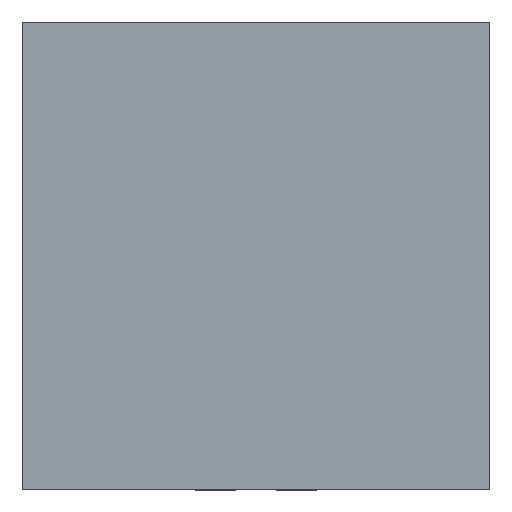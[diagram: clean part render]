
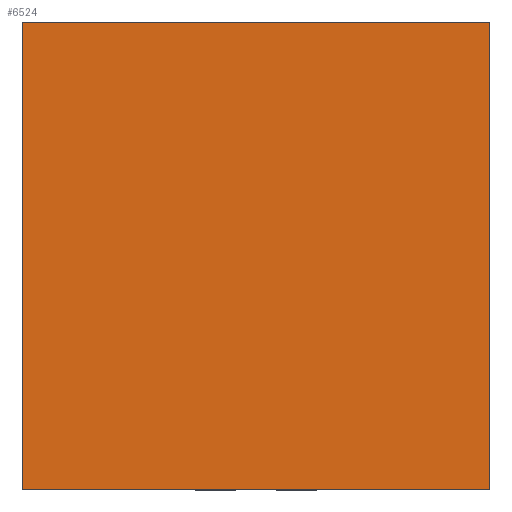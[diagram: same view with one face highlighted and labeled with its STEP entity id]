
A CAD part, top view. The second image highlights one B-rep face of the part: STEP entity #6524.
In plain terms, the highlighted face is planar.
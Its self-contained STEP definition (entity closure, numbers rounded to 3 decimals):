
#5046=DIRECTION('',(0.,0.,1.));
#5047=VECTOR('',#5046,3.5);
#5048=CARTESIAN_POINT('',(-1.75,0.975,-1.75));
#5049=LINE('',#5048,#5047);
#5053=DIRECTION('',(-1.,0.,0.));
#5054=VECTOR('',#5053,3.5);
#5055=CARTESIAN_POINT('',(1.75,0.975,-1.75));
#5056=LINE('',#5055,#5054);
#5060=DIRECTION('',(0.,0.,-1.));
#5061=VECTOR('',#5060,3.5);
#5062=CARTESIAN_POINT('',(1.75,0.975,1.75));
#5063=LINE('',#5062,#5061);
#5067=DIRECTION('',(1.,0.,0.));
#5068=VECTOR('',#5067,3.5);
#5069=CARTESIAN_POINT('',(-1.75,0.975,1.75));
#5070=LINE('',#5069,#5068);
#5390=CARTESIAN_POINT('',(-1.75,0.975,-1.75));
#5391=CARTESIAN_POINT('',(-1.75,0.975,1.75));
#5392=VERTEX_POINT('',#5390);
#5393=VERTEX_POINT('',#5391);
#5394=CARTESIAN_POINT('',(1.75,0.975,1.75));
#5395=VERTEX_POINT('',#5394);
#5396=CARTESIAN_POINT('',(1.75,0.975,-1.75));
#5397=VERTEX_POINT('',#5396);
#6513=CARTESIAN_POINT('',(0.,0.975,0.));
#6514=DIRECTION('',(0.,1.,0.));
#6515=DIRECTION('',(1.,0.,0.));
#6516=AXIS2_PLACEMENT_3D('',#6513,#6514,#6515);
#6517=PLANE('',#6516);
#6518=ORIENTED_EDGE('',*,*,#6329,.F.);
#6519=ORIENTED_EDGE('',*,*,#5944,.F.);
#6520=ORIENTED_EDGE('',*,*,#6237,.F.);
#6521=ORIENTED_EDGE('',*,*,#6286,.F.);
#6522=EDGE_LOOP('',(#6518,#6519,#6520,#6521));
#6523=FACE_OUTER_BOUND('',#6522,.F.);
#5944=EDGE_CURVE('',#5397,#5392,#5056,.T.);
#6237=EDGE_CURVE('',#5395,#5397,#5063,.T.);
#6286=EDGE_CURVE('',#5393,#5395,#5070,.T.);
#6329=EDGE_CURVE('',#5392,#5393,#5049,.T.);
#6524=ADVANCED_FACE('',(#6523),#6517,.T.);
